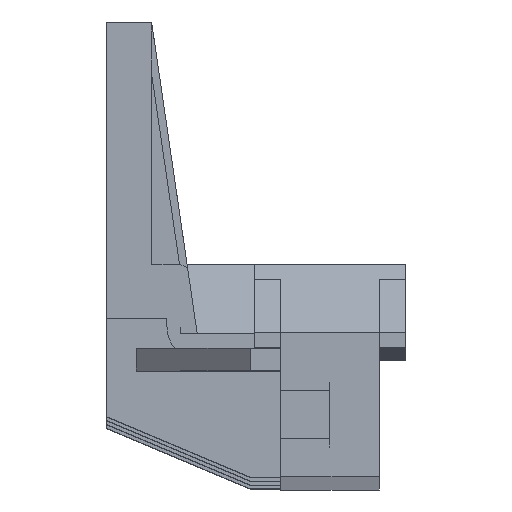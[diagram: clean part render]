
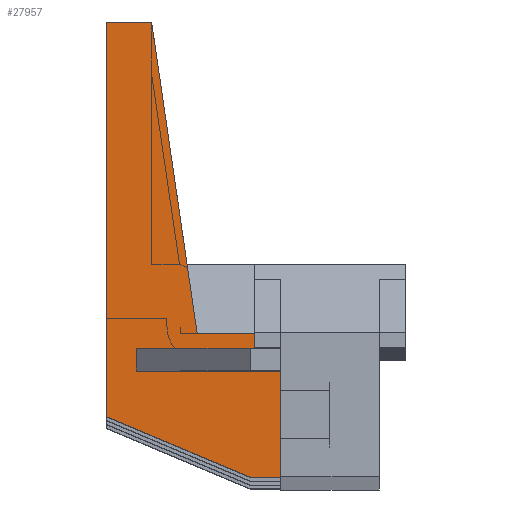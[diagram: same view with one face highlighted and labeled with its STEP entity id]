
A CAD part, top view. The second image highlights one B-rep face of the part: STEP entity #27957.
In plain terms, the highlighted planar face has unit normal (0, 0, 1).
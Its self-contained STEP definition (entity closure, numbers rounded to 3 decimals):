
#317 = PLANE ( 'NONE',  #22515 ) ;
#386 = CARTESIAN_POINT ( 'NONE',  ( -30., -11.5, 30. ) ) ;
#394 = VECTOR ( 'NONE', #27320, 1000. ) ;
#910 = VERTEX_POINT ( 'NONE', #9779 ) ;
#1262 = CARTESIAN_POINT ( 'NONE',  ( -16., -11.5, 30. ) ) ;
#1826 = LINE ( 'NONE', #25701, #1887 ) ;
#1887 = VECTOR ( 'NONE', #12551, 1000. ) ;
#2109 = CARTESIAN_POINT ( 'NONE',  ( -13., -11.5, 30. ) ) ;
#2264 = EDGE_CURVE ( 'NONE', #31067, #910, #20718, .T. ) ;
#3279 = DIRECTION ( 'NONE',  ( -1., 0., 0. ) ) ;
#3460 = CARTESIAN_POINT ( 'NONE',  ( -30., -11.5, 30. ) ) ;
#4039 = ORIENTED_EDGE ( 'NONE', *, *, #29175, .T. ) ;
#4103 = ORIENTED_EDGE ( 'NONE', *, *, #30085, .F. ) ;
#5082 = ORIENTED_EDGE ( 'NONE', *, *, #15391, .F. ) ;
#5351 = CARTESIAN_POINT ( 'NONE',  ( -30., -11.5, 30. ) ) ;
#5589 = VECTOR ( 'NONE', #13894, 1000. ) ;
#6400 = CARTESIAN_POINT ( 'NONE',  ( 30., 5.5, 30. ) ) ;
#6521 = CARTESIAN_POINT ( 'NONE',  ( -30., -11.5, 30. ) ) ;
#6834 = VECTOR ( 'NONE', #33262, 1000. ) ;
#7369 = CARTESIAN_POINT ( 'NONE',  ( 30., -11.5, 30. ) ) ;
#8741 = DIRECTION ( 'NONE',  ( 0., 0., -1. ) ) ;
#8758 = VERTEX_POINT ( 'NONE', #17479 ) ;
#9348 = VERTEX_POINT ( 'NONE', #23951 ) ;
#9779 = CARTESIAN_POINT ( 'NONE',  ( 30., 11.5, 30. ) ) ;
#10174 = EDGE_CURVE ( 'NONE', #19443, #11906, #11705, .T. ) ;
#10260 = VECTOR ( 'NONE', #14256, 1000. ) ;
#10612 = ORIENTED_EDGE ( 'NONE', *, *, #21967, .T. ) ;
#11705 = LINE ( 'NONE', #19602, #394 ) ;
#11906 = VERTEX_POINT ( 'NONE', #31987 ) ;
#12044 = LINE ( 'NONE', #14661, #29664 ) ;
#12551 = DIRECTION ( 'NONE',  ( -1., 0., 0. ) ) ;
#12677 = CARTESIAN_POINT ( 'NONE',  ( -11., -11.5, 30. ) ) ;
#13894 = DIRECTION ( 'NONE',  ( 0.388, 0.922, 0. ) ) ;
#14170 = VECTOR ( 'NONE', #27337, 1000. ) ;
#14256 = DIRECTION ( 'NONE',  ( 1., 0., 0. ) ) ;
#14661 = CARTESIAN_POINT ( 'NONE',  ( -11., -0.5, 30. ) ) ;
#14695 = VECTOR ( 'NONE', #27598, 1000. ) ;
#15391 = EDGE_CURVE ( 'NONE', #8758, #18860, #22158, .T. ) ;
#16019 = ORIENTED_EDGE ( 'NONE', *, *, #2264, .T. ) ;
#17479 = CARTESIAN_POINT ( 'NONE',  ( -30., -7.5, 30. ) ) ;
#18860 = VERTEX_POINT ( 'NONE', #32031 ) ;
#18923 = FACE_OUTER_BOUND ( 'NONE', #22774, .T. ) ;
#18968 = EDGE_CURVE ( 'NONE', #24441, #31067, #30265, .T. ) ;
#19200 = ORIENTED_EDGE ( 'NONE', *, *, #18968, .T. ) ;
#19231 = CARTESIAN_POINT ( 'NONE',  ( -11., -0.5, 30. ) ) ;
#19443 = VERTEX_POINT ( 'NONE', #20584 ) ;
#19602 = CARTESIAN_POINT ( 'NONE',  ( -13., 7.5, 30. ) ) ;
#20091 = VERTEX_POINT ( 'NONE', #23967 ) ;
#20584 = CARTESIAN_POINT ( 'NONE',  ( -13., 7.5, 30. ) ) ;
#20718 = LINE ( 'NONE', #7369, #25543 ) ;
#21967 = EDGE_CURVE ( 'NONE', #9348, #22074, #33018, .T. ) ;
#22056 = VECTOR ( 'NONE', #31102, 1000. ) ;
#22072 = ORIENTED_EDGE ( 'NONE', *, *, #22881, .T. ) ;
#22074 = VERTEX_POINT ( 'NONE', #12677 ) ;
#22158 = LINE ( 'NONE', #30044, #5589 ) ;
#22515 = AXIS2_PLACEMENT_3D ( 'NONE', #32605, #8741, #3279 ) ;
#22774 = EDGE_LOOP ( 'NONE', ( #27883, #29205, #23787, #4103, #10612, #31016, #19200, #16019, #22072, #5082, #4039 ) ) ;
#22881 = EDGE_CURVE ( 'NONE', #910, #18860, #1826, .T. ) ;
#23050 = EDGE_CURVE ( 'NONE', #24531, #20091, #32336, .T. ) ;
#23787 = ORIENTED_EDGE ( 'NONE', *, *, #10174, .F. ) ;
#23951 = CARTESIAN_POINT ( 'NONE',  ( -13., -11.5, 30. ) ) ;
#23967 = CARTESIAN_POINT ( 'NONE',  ( -16., -11.5, 30. ) ) ;
#24377 = LINE ( 'NONE', #3460, #14170 ) ;
#24441 = VERTEX_POINT ( 'NONE', #19231 ) ;
#24531 = VERTEX_POINT ( 'NONE', #5351 ) ;
#25543 = VECTOR ( 'NONE', #25628, 1000. ) ;
#25628 = DIRECTION ( 'NONE',  ( 0., 1., 0. ) ) ;
#25701 = CARTESIAN_POINT ( 'NONE',  ( -30., 11.5, 30. ) ) ;
#27003 = VECTOR ( 'NONE', #27606, 1000. ) ;
#27320 = DIRECTION ( 'NONE',  ( -1., 0., 0. ) ) ;
#27337 = DIRECTION ( 'NONE',  ( 0., -1., 0. ) ) ;
#27598 = DIRECTION ( 'NONE',  ( 0., 1., 0. ) ) ;
#27606 = DIRECTION ( 'NONE',  ( 0., 1., 0. ) ) ;
#27883 = ORIENTED_EDGE ( 'NONE', *, *, #23050, .T. ) ;
#27957 = ADVANCED_FACE ( 'NONE', ( #18923 ), #317, .F. ) ;
#28425 = EDGE_CURVE ( 'NONE', #20091, #11906, #30230, .T. ) ;
#29175 = EDGE_CURVE ( 'NONE', #8758, #24531, #24377, .T. ) ;
#29205 = ORIENTED_EDGE ( 'NONE', *, *, #28425, .T. ) ;
#29664 = VECTOR ( 'NONE', #33453, 1000. ) ;
#30044 = CARTESIAN_POINT ( 'NONE',  ( -22., 11.5, 30. ) ) ;
#30085 = EDGE_CURVE ( 'NONE', #9348, #19443, #34068, .T. ) ;
#30230 = LINE ( 'NONE', #1262, #14695 ) ;
#30265 = LINE ( 'NONE', #6400, #6834 ) ;
#31016 = ORIENTED_EDGE ( 'NONE', *, *, #34169, .T. ) ;
#31067 = VERTEX_POINT ( 'NONE', #33982 ) ;
#31102 = DIRECTION ( 'NONE',  ( 1., 0., 0. ) ) ;
#31987 = CARTESIAN_POINT ( 'NONE',  ( -16., 7.5, 30. ) ) ;
#32031 = CARTESIAN_POINT ( 'NONE',  ( -22., 11.5, 30. ) ) ;
#32336 = LINE ( 'NONE', #386, #10260 ) ;
#32605 = CARTESIAN_POINT ( 'NONE',  ( 0., 0., 30. ) ) ;
#33018 = LINE ( 'NONE', #6521, #22056 ) ;
#33262 = DIRECTION ( 'NONE',  ( 0.989, 0.145, 0. ) ) ;
#33453 = DIRECTION ( 'NONE',  ( 0., 1., 0. ) ) ;
#33982 = CARTESIAN_POINT ( 'NONE',  ( 30., 5.5, 30. ) ) ;
#34068 = LINE ( 'NONE', #2109, #27003 ) ;
#34169 = EDGE_CURVE ( 'NONE', #22074, #24441, #12044, .T. ) ;
